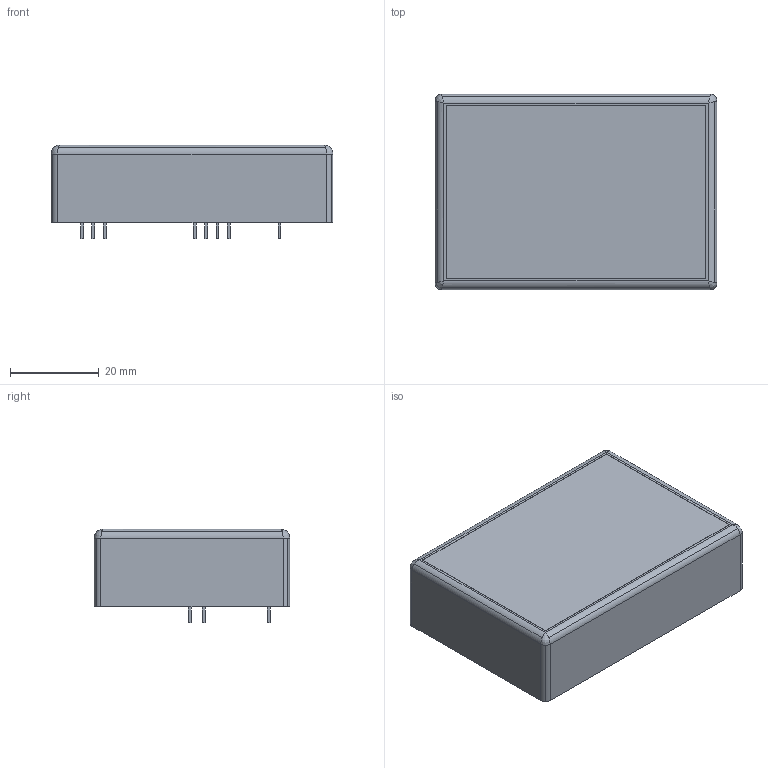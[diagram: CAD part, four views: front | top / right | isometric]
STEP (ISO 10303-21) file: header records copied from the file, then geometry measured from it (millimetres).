
FILE_DESCRIPTION((''),'2;1');
FILE_NAME('DCDC_SDS_DE.stp','2009-12-08T15:56:28',(''),(''),'Mechanical Desktop 2006','Mechanical Desktop 2006',', , ');
FILE_SCHEMA(('AUTOMOTIVE_DESIGN { 1 2 10303 214 0 1 1 1 }'));
Length unit declared in the file: millimetre
Products named in the file (1): Product
Bounding box: 63.5 x 44 x 21.1 mm (x, y, z)
Volume: 48692.4 mm3; surface area: 13798.1 mm2
Topology: 10 solids, 10 shells, 85 faces, 185 edges, 118 vertices
Faces by surface type: plane 65, cylinder 16, bspline 4
Entity records: 2497 total; most frequent: CARTESIAN_POINT 580, DIRECTION 377, ORIENTED_EDGE 360, EDGE_CURVE 180, VECTOR 149, LINE 149, VERTEX_POINT 116, AXIS2_PLACEMENT_3D 114
